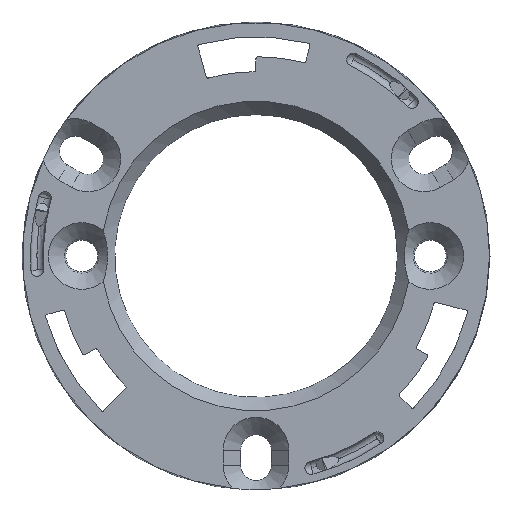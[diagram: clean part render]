
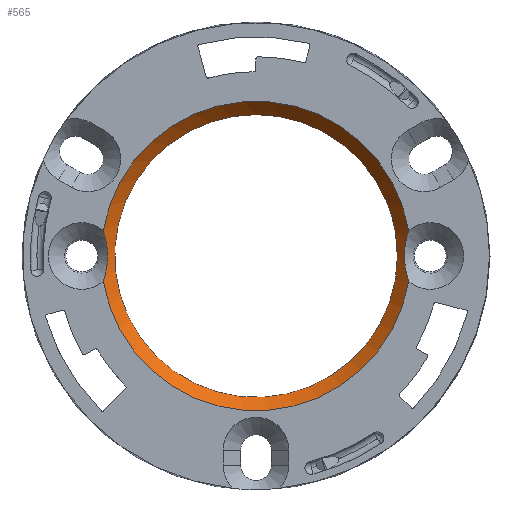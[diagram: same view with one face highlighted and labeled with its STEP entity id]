
A CAD part, top view. The second image highlights one B-rep face of the part: STEP entity #565.
In plain terms, the highlighted conical face has half-angle 40 degrees and reference radius 14.2 mm.
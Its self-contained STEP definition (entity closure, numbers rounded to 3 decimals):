
#565=ADVANCED_FACE('',(#1237,#1238),#1239,.F.);
#1237=FACE_OUTER_BOUND('',#2709,.T.);
#1238=FACE_BOUND('',#2710,.T.);
#1239=CONICAL_SURFACE('',#2711,14.2,0.698);
#2709=EDGE_LOOP('',(#4682,#4683,#4684,#4685));
#2710=EDGE_LOOP('',(#4686,#4687,#4688));
#2711=AXIS2_PLACEMENT_3D('',#4689,#4690,#4691);
#4682=ORIENTED_EDGE('',*,*,#6334,.F.);
#4683=ORIENTED_EDGE('',*,*,#6335,.T.);
#4684=ORIENTED_EDGE('',*,*,#6336,.F.);
#4685=ORIENTED_EDGE('',*,*,#6337,.T.);
#4686=ORIENTED_EDGE('',*,*,#5960,.F.);
#4687=ORIENTED_EDGE('',*,*,#5963,.F.);
#4688=ORIENTED_EDGE('',*,*,#5962,.F.);
#4689=CARTESIAN_POINT('',(0.,0.,0.4));
#4690=DIRECTION('',(-0.0,-0.0,1.0));
#4691=DIRECTION('',(1.0,0.0,0.0));
#5960=EDGE_CURVE('',#7061,#7064,#7065,.T.);
#5962=EDGE_CURVE('',#7064,#7068,#7069,.T.);
#5963=EDGE_CURVE('',#7068,#7061,#7070,.T.);
#6334=EDGE_CURVE('',#7615,#7616,#7617,.F.);
#6335=EDGE_CURVE('',#7615,#7618,#7619,.T.);
#6336=EDGE_CURVE('',#7620,#7618,#7621,.F.);
#6337=EDGE_CURVE('',#7620,#7616,#7622,.T.);
#7061=VERTEX_POINT('',#8935);
#7064=VERTEX_POINT('',#8939);
#7065=CIRCLE('',#8940,14.2);
#7068=VERTEX_POINT('',#8944);
#7069=CIRCLE('',#8945,14.2);
#7070=CIRCLE('',#8946,14.2);
#7615=VERTEX_POINT('',#10173);
#7616=VERTEX_POINT('',#10174);
#7617=CIRCLE('',#10175,15.543);
#7618=VERTEX_POINT('',#10176);
#7619=B_SPLINE_CURVE_WITH_KNOTS('',3,(#10177,#10178,#10179,#10180,#10181,#10182,#10183,#10184,#10185,#10186,#10187,#10188,#10189,#10190,#10191,#10192),.UNSPECIFIED.,.F.,.F.,(4,2,2,2,2,2,2,4),(0.0,0.001,0.002,0.003,0.003,0.004,0.005,0.005),.UNSPECIFIED.);
#7620=VERTEX_POINT('',#10193);
#7621=CIRCLE('',#10194,15.543);
#7622=B_SPLINE_CURVE_WITH_KNOTS('',3,(#10195,#10196,#10197,#10198,#10199,#10200,#10201,#10202,#10203,#10204,#10205,#10206,#10207,#10208,#10209,#10210),.UNSPECIFIED.,.F.,.F.,(4,2,2,2,2,2,2,4),(0.0,0.001,0.002,0.003,0.003,0.004,0.005,0.005),.UNSPECIFIED.);
#8935=CARTESIAN_POINT('',(-13.108,5.461,0.4));
#8939=CARTESIAN_POINT('',(13.108,5.461,0.4));
#8940=AXIS2_PLACEMENT_3D('',#11065,#11066,#11067);
#8944=CARTESIAN_POINT('',(0.,14.2,0.4));
#8945=AXIS2_PLACEMENT_3D('',#11069,#11070,#11071);
#8946=AXIS2_PLACEMENT_3D('',#11072,#11073,#11074);
#10173=CARTESIAN_POINT('',(-15.331,2.553,2.0));
#10174=CARTESIAN_POINT('',(15.331,2.553,2.0));
#10175=AXIS2_PLACEMENT_3D('',#11418,#11419,#11420);
#10176=CARTESIAN_POINT('',(-15.331,-2.553,2.0));
#10177=CARTESIAN_POINT('',(-15.331,2.553,2.0));
#10178=CARTESIAN_POINT('',(-15.212,2.169,1.784));
#10179=CARTESIAN_POINT('',(-15.108,1.77,1.598));
#10180=CARTESIAN_POINT('',(-14.993,1.135,1.394));
#10181=CARTESIAN_POINT('',(-14.962,0.916,1.339));
#10182=CARTESIAN_POINT('',(-14.919,0.464,1.263));
#10183=CARTESIAN_POINT('',(-14.908,0.238,1.243));
#10184=CARTESIAN_POINT('',(-14.907,-0.216,1.242));
#10185=CARTESIAN_POINT('',(-14.918,-0.446,1.261));
#10186=CARTESIAN_POINT('',(-14.959,-0.896,1.335));
#10187=CARTESIAN_POINT('',(-14.99,-1.116,1.389));
#10188=CARTESIAN_POINT('',(-15.066,-1.544,1.525));
#10189=CARTESIAN_POINT('',(-15.112,-1.755,1.607));
#10190=CARTESIAN_POINT('',(-15.215,-2.162,1.79));
#10191=CARTESIAN_POINT('',(-15.271,-2.36,1.892));
#10192=CARTESIAN_POINT('',(-15.331,-2.553,2.0));
#10193=CARTESIAN_POINT('',(15.331,-2.553,2.0));
#10194=AXIS2_PLACEMENT_3D('',#11421,#11422,#11423);
#10195=CARTESIAN_POINT('',(15.331,-2.553,2.0));
#10196=CARTESIAN_POINT('',(15.212,-2.169,1.784));
#10197=CARTESIAN_POINT('',(15.108,-1.77,1.598));
#10198=CARTESIAN_POINT('',(14.993,-1.135,1.394));
#10199=CARTESIAN_POINT('',(14.962,-0.916,1.339));
#10200=CARTESIAN_POINT('',(14.919,-0.464,1.263));
#10201=CARTESIAN_POINT('',(14.908,-0.238,1.243));
#10202=CARTESIAN_POINT('',(14.907,0.216,1.242));
#10203=CARTESIAN_POINT('',(14.918,0.446,1.261));
#10204=CARTESIAN_POINT('',(14.959,0.896,1.335));
#10205=CARTESIAN_POINT('',(14.99,1.116,1.389));
#10206=CARTESIAN_POINT('',(15.066,1.544,1.525));
#10207=CARTESIAN_POINT('',(15.112,1.755,1.607));
#10208=CARTESIAN_POINT('',(15.215,2.162,1.79));
#10209=CARTESIAN_POINT('',(15.271,2.36,1.892));
#10210=CARTESIAN_POINT('',(15.331,2.553,2.0));
#11065=CARTESIAN_POINT('',(0.,0.,0.4));
#11066=DIRECTION('',(0.0,0.0,1.0));
#11067=DIRECTION('',(1.0,0.0,0.0));
#11069=CARTESIAN_POINT('',(0.,0.,0.4));
#11070=DIRECTION('',(0.0,0.0,1.0));
#11071=DIRECTION('',(1.0,0.0,0.0));
#11072=CARTESIAN_POINT('',(0.,0.,0.4));
#11073=DIRECTION('',(0.0,0.0,1.0));
#11074=DIRECTION('',(1.0,0.0,0.0));
#11418=CARTESIAN_POINT('',(0.,0.,2.0));
#11419=DIRECTION('',(0.0,0.0,1.0));
#11420=DIRECTION('',(1.0,0.0,0.0));
#11421=CARTESIAN_POINT('',(0.,0.,2.0));
#11422=DIRECTION('',(0.0,0.0,1.0));
#11423=DIRECTION('',(1.0,0.0,0.0));
